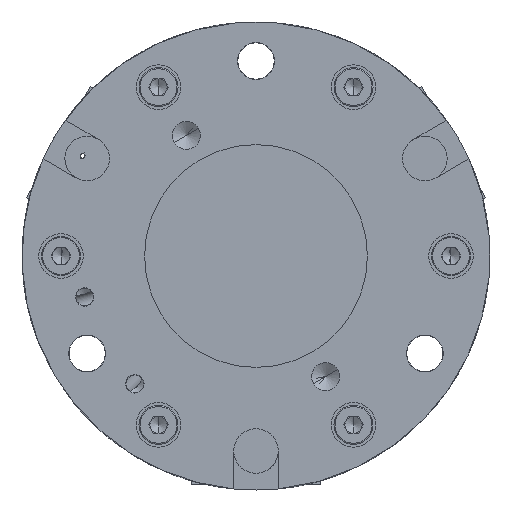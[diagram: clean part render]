
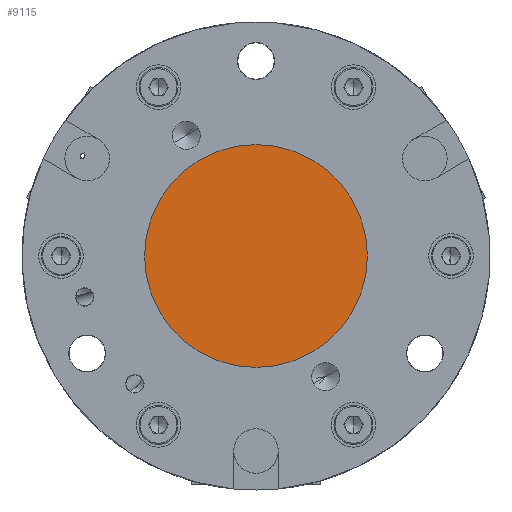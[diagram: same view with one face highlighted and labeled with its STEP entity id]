
A CAD part, front view. The second image highlights one B-rep face of the part: STEP entity #9115.
In plain terms, the highlighted planar face has unit normal (0, -1, 0).
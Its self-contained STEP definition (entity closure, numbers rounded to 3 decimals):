
#164 = EDGE_CURVE ( 'NONE', #1044, #1043, #5628, .T. ) ;
#403 = EDGE_CURVE ( 'NONE', #1043, #1044, #7318, .T. ) ;
#1043 = VERTEX_POINT ( 'NONE', #7640 ) ;
#1044 = VERTEX_POINT ( 'NONE', #7641 ) ;
#3948 = EDGE_LOOP ( 'NONE', ( #4427, #4428 ) ) ;
#4427 = ORIENTED_EDGE ( 'NONE', *, *, #164, .F. ) ;
#4428 = ORIENTED_EDGE ( 'NONE', *, *, #403, .F. ) ;
#5122 = CARTESIAN_POINT ( 'NONE',  ( 0., 0., 0. ) ) ;
#5123 = DIRECTION ( 'NONE',  ( 0., 1., 0. ) ) ;
#5124 = DIRECTION ( 'NONE',  ( 0., 0., 1. ) ) ;
#5265 = AXIS2_PLACEMENT_3D ( 'NONE', #5122, #5123, #5124 ) ;
#5401 = AXIS2_PLACEMENT_3D ( 'NONE', #6634, #6644, #6645 ) ;
#5628 = CIRCLE ( 'NONE', #5265, 20. ) ;
#6634 = CARTESIAN_POINT ( 'NONE',  ( 0., 0., 0. ) ) ;
#6644 = DIRECTION ( 'NONE',  ( 0., 1., 0. ) ) ;
#6645 = DIRECTION ( 'NONE',  ( 0., 0., 1. ) ) ;
#7318 = CIRCLE ( 'NONE', #5401, 20. ) ;
#7640 = CARTESIAN_POINT ( 'NONE',  ( 0., 0., -20. ) ) ;
#7641 = CARTESIAN_POINT ( 'NONE',  ( 0., 0., 20. ) ) ;
#9115 = ADVANCED_FACE ( 'NONE', ( #13479 ), #12983, .T. ) ;
#11613 = AXIS2_PLACEMENT_3D ( 'NONE', #12982, #12985, #12986 ) ;
#12982 = CARTESIAN_POINT ( 'NONE',  ( -21., 0., 0. ) ) ;
#12983 = PLANE ( 'NONE',  #11613 ) ;
#12985 = DIRECTION ( 'NONE',  ( 0., -1., 0. ) ) ;
#12986 = DIRECTION ( 'NONE',  ( 0., 0., -1. ) ) ;
#13479 = FACE_OUTER_BOUND ( 'NONE', #3948, .T. ) ;
